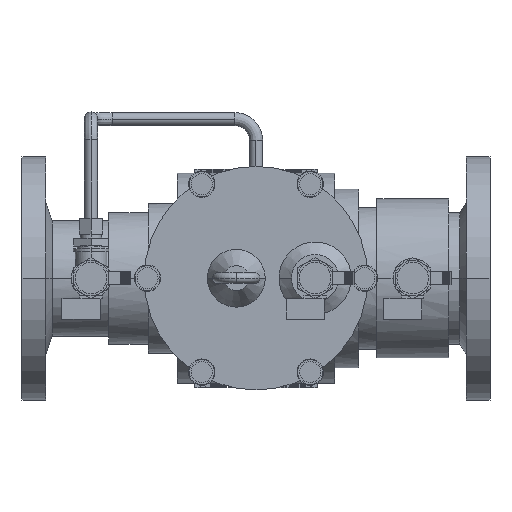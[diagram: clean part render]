
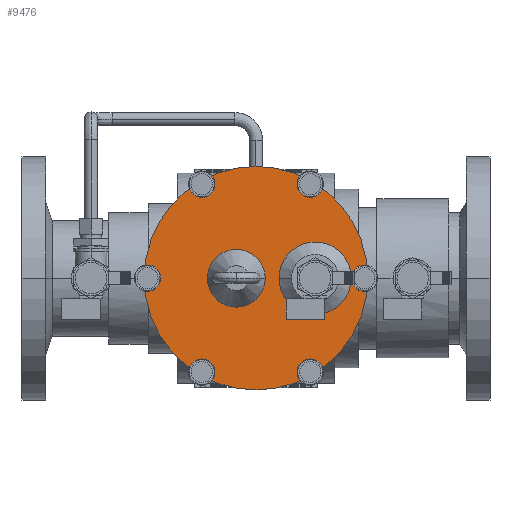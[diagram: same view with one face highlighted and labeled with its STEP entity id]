
A CAD part, top view. The second image highlights one B-rep face of the part: STEP entity #9476.
In plain terms, the highlighted planar face has unit normal (0, 0, 1).
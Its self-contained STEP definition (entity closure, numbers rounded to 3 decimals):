
#9476=ADVANCED_FACE('',(#22555),#22556,.T.);
#9890=VERTEX_POINT('',#22996);
#12380=VERTEX_POINT('',#25713);
#15032=EDGE_CURVE('',#12380,#9890,#28623,.T.);
#16286=EDGE_CURVE('',#9890,#12380,#29989,.T.);
#22555=FACE_OUTER_BOUND('',#38297,.T.);
#22556=PLANE('',#38298);
#22996=CARTESIAN_POINT('',(85.0,0.0,106.0));
#25713=CARTESIAN_POINT('',(-85.0,0.,106.0));
#28623=CIRCLE('',#48196,85.0);
#29989=CIRCLE('',#50793,85.0);
#38297=EDGE_LOOP('',(#59939,#59940));
#38298=AXIS2_PLACEMENT_3D('',#59941,#59942,#59943);
#48196=AXIS2_PLACEMENT_3D('',#66925,#66926,#66927);
#50793=AXIS2_PLACEMENT_3D('',#68294,#68295,#68296);
#59939=ORIENTED_EDGE('',*,*,#16286,.T.);
#59940=ORIENTED_EDGE('',*,*,#15032,.T.);
#59941=CARTESIAN_POINT('',(0.0,0.0,106.0));
#59942=DIRECTION('',(0.0,0.0,1.0));
#59943=DIRECTION('',(1.0,0.0,0.0));
#66925=CARTESIAN_POINT('',(0.0,0.0,106.0));
#66926=DIRECTION('',(0.0,0.0,1.0));
#66927=DIRECTION('',(1.0,0.0,0.0));
#68294=CARTESIAN_POINT('',(0.0,0.0,106.0));
#68295=DIRECTION('',(0.0,0.0,1.0));
#68296=DIRECTION('',(1.0,0.0,0.0));
